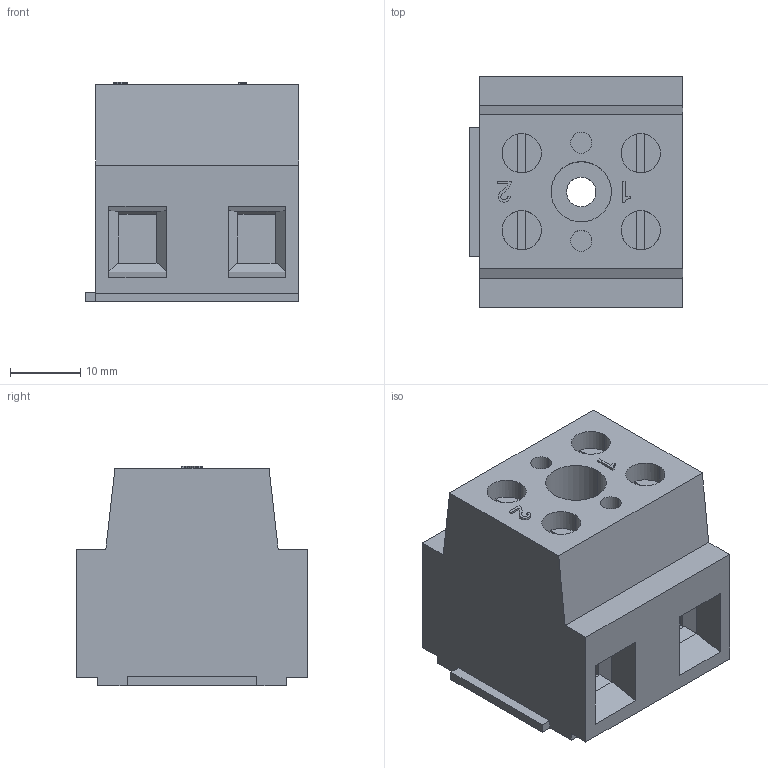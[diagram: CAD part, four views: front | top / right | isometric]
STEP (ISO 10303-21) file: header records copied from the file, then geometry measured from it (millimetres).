
FILE_DESCRIPTION(('Creo Elements/Direct Modeling STEP Export'),'2;1');
FILE_NAME('model.stp','2019-08-27T14:13:11',(''),(''),'Creo Elements/Direct Modeling STEP processor for AP214 (Solid Model)','Creo Elements/Direct Modeling 20.1A 29-Sep-2018 (C) Parametric Technology GmbH','');
FILE_SCHEMA(('AUTOMOTIVE_DESIGN { 1 0 10303 214 1 1 1 1 }'));
Length unit declared in the file: millimetre
Products named in the file (2): G_10_2-select
Assembly tree (1 placements, depth 2):
  G_10_2-select
    G_10_2-select
Bounding box: 30.5 x 33 x 31.3 mm (x, y, z)
Volume: 21437.5 mm3; surface area: 8206.8 mm2
Topology: 1 solids, 1 shells, 185 faces, 492 edges, 322 vertices
Faces by surface type: plane 169, cylinder 16
Entity records: 6943 total; most frequent: ORIENTED_EDGE 984, CARTESIAN_POINT 953, DIRECTION 822, EDGE_CURVE 492, VECTOR 440, LINE 440, VERTEX_POINT 322, EDGE_LOOP 200
